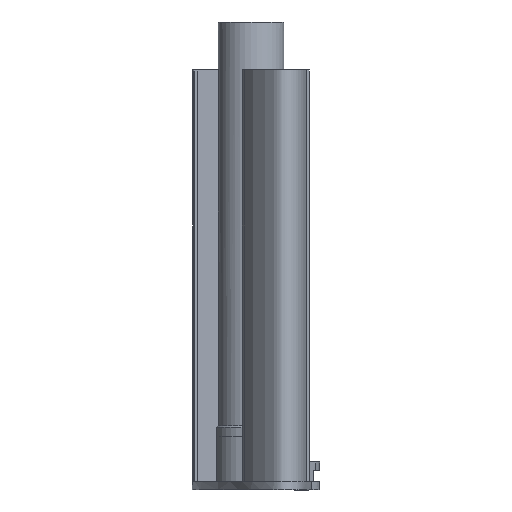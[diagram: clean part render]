
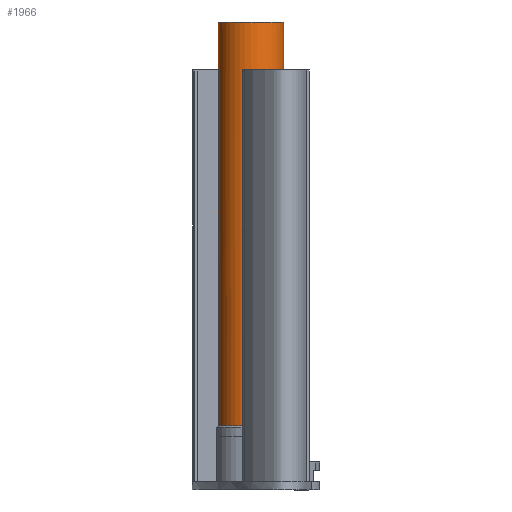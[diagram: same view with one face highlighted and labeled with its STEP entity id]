
A CAD part, left-side view. The second image highlights one B-rep face of the part: STEP entity #1966.
In plain terms, the highlighted cylindrical face has radius 11.75 mm (diameter 23.5 mm), a full revolution.
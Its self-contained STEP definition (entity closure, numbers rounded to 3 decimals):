
#90=CYLINDRICAL_SURFACE('',#2116,11.75);
#148=CIRCLE('',#2074,11.75);
#151=CIRCLE('',#2079,11.75);
#152=CIRCLE('',#2080,11.75);
#172=CIRCLE('',#2117,11.75);
#173=CIRCLE('',#2118,11.75);
#174=CIRCLE('',#2119,11.75);
#221=FACE_OUTER_BOUND('',#334,.T.);
#334=EDGE_LOOP('',(#1437,#1438,#1439,#1440,#1441,#1442,#1443,#1444,#1445,
#1446,#1447,#1448));
#484=LINE('',#3751,#658);
#487=LINE('',#3758,#661);
#488=LINE('',#3760,#662);
#489=LINE('',#3763,#663);
#490=LINE('',#3766,#664);
#658=VECTOR('',#2360,10.);
#661=VECTOR('',#2367,11.75);
#662=VECTOR('',#2368,10.);
#663=VECTOR('',#2371,10.);
#664=VECTOR('',#2374,10.);
#811=VERTEX_POINT('',#3358);
#814=VERTEX_POINT('',#3363);
#817=VERTEX_POINT('',#3373);
#820=VERTEX_POINT('',#3380);
#821=VERTEX_POINT('',#3384);
#873=VERTEX_POINT('',#3750);
#875=VERTEX_POINT('',#3756);
#876=VERTEX_POINT('',#3759);
#877=VERTEX_POINT('',#3762);
#878=VERTEX_POINT('',#3764);
#1014=EDGE_CURVE('',#811,#814,#148,.T.);
#1021=EDGE_CURVE('',#821,#820,#151,.T.);
#1022=EDGE_CURVE('',#817,#821,#152,.T.);
#1090=EDGE_CURVE('',#873,#811,#484,.T.);
#1093=EDGE_CURVE('',#875,#875,#172,.T.);
#1094=EDGE_CURVE('',#875,#821,#487,.T.);
#1095=EDGE_CURVE('',#820,#876,#488,.T.);
#1096=EDGE_CURVE('',#873,#876,#173,.T.);
#1097=EDGE_CURVE('',#814,#877,#489,.T.);
#1098=EDGE_CURVE('',#878,#877,#174,.T.);
#1099=EDGE_CURVE('',#878,#817,#490,.T.);
#1437=ORIENTED_EDGE('',*,*,#1093,.F.);
#1438=ORIENTED_EDGE('',*,*,#1094,.T.);
#1439=ORIENTED_EDGE('',*,*,#1021,.T.);
#1440=ORIENTED_EDGE('',*,*,#1095,.T.);
#1441=ORIENTED_EDGE('',*,*,#1096,.F.);
#1442=ORIENTED_EDGE('',*,*,#1090,.T.);
#1443=ORIENTED_EDGE('',*,*,#1014,.T.);
#1444=ORIENTED_EDGE('',*,*,#1097,.T.);
#1445=ORIENTED_EDGE('',*,*,#1098,.F.);
#1446=ORIENTED_EDGE('',*,*,#1099,.T.);
#1447=ORIENTED_EDGE('',*,*,#1022,.T.);
#1448=ORIENTED_EDGE('',*,*,#1094,.F.);
#1966=ADVANCED_FACE('',(#221),#90,.T.);
#2074=AXIS2_PLACEMENT_3D('',#3365,#2232,#2233);
#2079=AXIS2_PLACEMENT_3D('',#3385,#2244,#2245);
#2080=AXIS2_PLACEMENT_3D('',#3386,#2246,#2247);
#2116=AXIS2_PLACEMENT_3D('',#3755,#2363,#2364);
#2117=AXIS2_PLACEMENT_3D('',#3757,#2365,#2366);
#2118=AXIS2_PLACEMENT_3D('',#3761,#2369,#2370);
#2119=AXIS2_PLACEMENT_3D('',#3765,#2372,#2373);
#2232=DIRECTION('center_axis',(0.,0.,1.));
#2233=DIRECTION('ref_axis',(1.,0.,0.));
#2244=DIRECTION('center_axis',(0.,0.,1.));
#2245=DIRECTION('ref_axis',(1.,0.,0.));
#2246=DIRECTION('center_axis',(0.,0.,1.));
#2247=DIRECTION('ref_axis',(1.,0.,0.));
#2360=DIRECTION('',(0.,0.,-1.));
#2363=DIRECTION('center_axis',(0.,0.,1.));
#2364=DIRECTION('ref_axis',(1.,0.,0.));
#2365=DIRECTION('center_axis',(0.,0.,1.));
#2366=DIRECTION('ref_axis',(-1.,0.,0.));
#2367=DIRECTION('',(0.,0.,-1.));
#2368=DIRECTION('',(0.,0.,1.));
#2369=DIRECTION('center_axis',(0.,0.,-1.));
#2370=DIRECTION('ref_axis',(-1.,0.,0.));
#2371=DIRECTION('',(0.,0.,1.));
#2372=DIRECTION('center_axis',(0.,0.,-1.));
#2373=DIRECTION('ref_axis',(-1.,0.,0.));
#2374=DIRECTION('',(0.,0.,-1.));
#3358=CARTESIAN_POINT('',(98.448,-1.577,26.));
#3363=CARTESIAN_POINT('',(98.489,21.923,26.));
#3365=CARTESIAN_POINT('Origin',(98.489,10.173,26.));
#3373=CARTESIAN_POINT('',(97.451,21.877,26.));
#3380=CARTESIAN_POINT('',(97.462,-1.532,26.));
#3384=CARTESIAN_POINT('',(86.739,10.173,26.));
#3385=CARTESIAN_POINT('Origin',(98.489,10.173,26.));
#3386=CARTESIAN_POINT('Origin',(98.489,10.173,26.));
#3750=CARTESIAN_POINT('',(98.448,-1.577,153.));
#3751=CARTESIAN_POINT('',(98.448,-1.577,2.));
#3755=CARTESIAN_POINT('Origin',(98.489,10.173,2.));
#3756=CARTESIAN_POINT('',(86.739,10.173,170.));
#3757=CARTESIAN_POINT('Origin',(98.489,10.173,170.));
#3758=CARTESIAN_POINT('',(86.739,10.173,2.));
#3759=CARTESIAN_POINT('',(97.462,-1.532,153.));
#3760=CARTESIAN_POINT('',(97.462,-1.532,2.));
#3761=CARTESIAN_POINT('Origin',(98.489,10.173,153.));
#3762=CARTESIAN_POINT('',(98.489,21.923,153.));
#3763=CARTESIAN_POINT('',(98.489,21.923,2.));
#3764=CARTESIAN_POINT('',(97.451,21.877,153.));
#3765=CARTESIAN_POINT('Origin',(98.489,10.173,153.));
#3766=CARTESIAN_POINT('',(97.451,21.877,2.));
